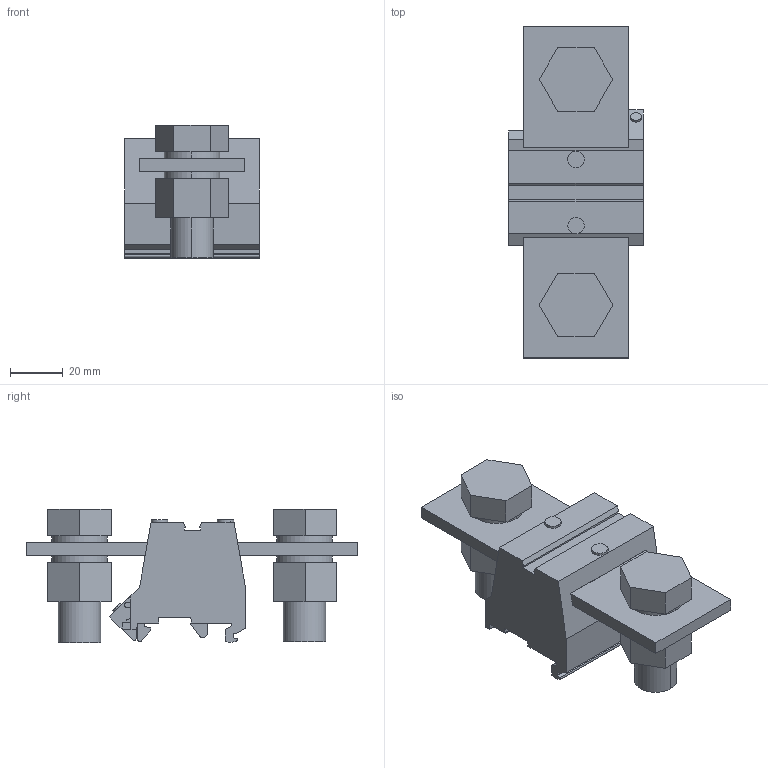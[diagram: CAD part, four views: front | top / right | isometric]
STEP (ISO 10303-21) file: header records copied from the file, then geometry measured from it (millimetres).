
FILE_DESCRIPTION(('Creo Elements/Direct Modeling STEP Export'),'2;1');
FILE_NAME('model.stp','2018-03-17T12:20:59',(''),(''),'Creo Elements/Direct Modeling STEP processor for AP214 (Solid Model)','Creo Elements/Direct Modeling 18.1I 14-Aug-2016 (C) Parametric Technology GmbH','');
FILE_SCHEMA(('AUTOMOTIVE_DESIGN { 1 0 10303 214 1 1 1 1 }'));
Length unit declared in the file: millimetre
Products named in the file (2): UHV_240_AS_AS_select
Assembly tree (1 placements, depth 2):
  UHV_240_AS_AS_select
    UHV_240_AS_AS_select
Bounding box: 50.8 x 125.4 x 50.5 mm (x, y, z)
Volume: 127318.1 mm3; surface area: 28864.7 mm2
Topology: 1 solids, 1 shells, 131 faces, 333 edges, 222 vertices
Faces by surface type: plane 107, cylinder 24
Entity records: 4776 total; most frequent: ORIENTED_EDGE 666, CARTESIAN_POINT 649, DIRECTION 572, EDGE_CURVE 333, VECTOR 282, LINE 282, VERTEX_POINT 222, EDGE_LOOP 149
